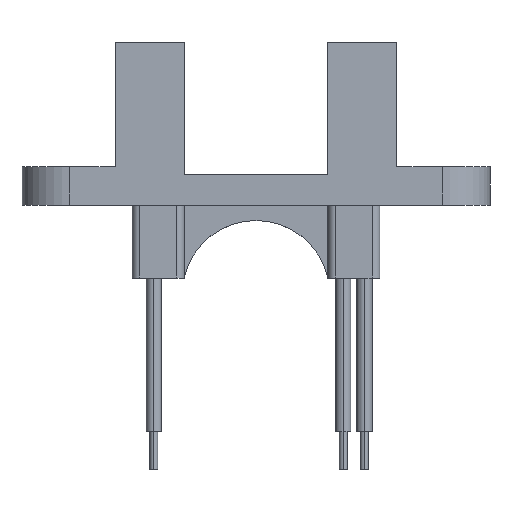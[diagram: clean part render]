
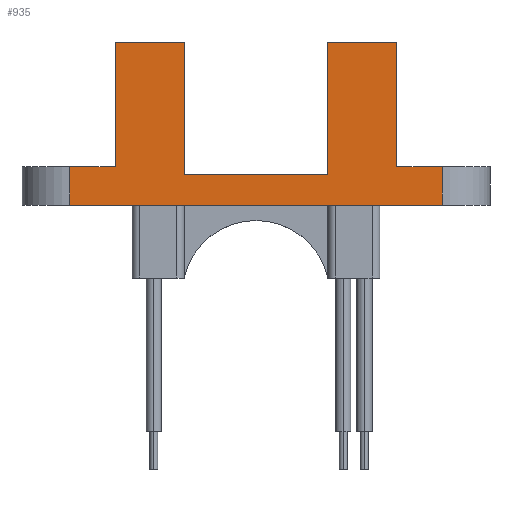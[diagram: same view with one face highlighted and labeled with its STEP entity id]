
A CAD part, top view. The second image highlights one B-rep face of the part: STEP entity #935.
In plain terms, the highlighted planar face has unit normal (0, 0, 1).
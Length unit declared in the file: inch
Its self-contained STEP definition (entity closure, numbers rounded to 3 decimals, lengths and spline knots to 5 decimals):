
#44 = DIRECTION ( 'NONE',  ( 0., -1., 0. ) ) ;
#86 = EDGE_CURVE ( 'NONE', #4272, #4855, #1265, .T. ) ;
#115 = VECTOR ( 'NONE', #2507, 39.37008 ) ;
#191 = CARTESIAN_POINT ( 'NONE',  ( 0.1875, -0.45069, 0.125 ) ) ;
#219 = ORIENTED_EDGE ( 'NONE', *, *, #86, .T. ) ;
#249 = DIRECTION ( 'NONE',  ( -1., 0., 0. ) ) ;
#432 = CARTESIAN_POINT ( 'NONE',  ( -0.3675, 0.425, 0.125 ) ) ;
#501 = CARTESIAN_POINT ( 'NONE',  ( -0.3675, 0.425, 0.125 ) ) ;
#512 = CARTESIAN_POINT ( 'NONE',  ( 0.1875, 0.425, 0.125 ) ) ;
#525 = ORIENTED_EDGE ( 'NONE', *, *, #3454, .T. ) ;
#556 = ORIENTED_EDGE ( 'NONE', *, *, #5081, .T. ) ;
#559 = EDGE_CURVE ( 'NONE', #5766, #4228, #3492, .T. ) ;
#588 = VECTOR ( 'NONE', #916, 39.37008 ) ;
#667 = CARTESIAN_POINT ( 'NONE',  ( -0.3675, 0.425, 0.125 ) ) ;
#808 = LINE ( 'NONE', #191, #4367 ) ;
#851 = CARTESIAN_POINT ( 'NONE',  ( -0.3675, 0.1, 0.125 ) ) ;
#862 = CARTESIAN_POINT ( 'NONE',  ( -0.1875, 0.08, 0.125 ) ) ;
#916 = DIRECTION ( 'NONE',  ( 0., -1., 0. ) ) ;
#935 = ADVANCED_FACE ( 'NONE', ( #5826 ), #1108, .F. ) ;
#986 = DIRECTION ( 'NONE',  ( 1., 0., 0. ) ) ;
#989 = ORIENTED_EDGE ( 'NONE', *, *, #5742, .F. ) ;
#1074 = VECTOR ( 'NONE', #3795, 39.37008 ) ;
#1081 = ORIENTED_EDGE ( 'NONE', *, *, #559, .F. ) ;
#1108 = PLANE ( 'NONE',  #2555 ) ;
#1222 = EDGE_LOOP ( 'NONE', ( #5056, #5360, #4081, #556, #2505, #219, #525, #4812, #4005, #989, #1081, #2558 ) ) ;
#1228 = CARTESIAN_POINT ( 'NONE',  ( 0.3675, 0.425, 0.125 ) ) ;
#1265 = LINE ( 'NONE', #667, #4340 ) ;
#1514 = CARTESIAN_POINT ( 'NONE',  ( 0.485, 0.1, 0.125 ) ) ;
#1583 = CARTESIAN_POINT ( 'NONE',  ( -0.3675, 0.425, 0.125 ) ) ;
#1701 = CARTESIAN_POINT ( 'NONE',  ( 0.1875, 0.08, 0.125 ) ) ;
#1770 = EDGE_CURVE ( 'NONE', #2608, #5371, #4996, .T. ) ;
#2068 = DIRECTION ( 'NONE',  ( -1., 0., 0. ) ) ;
#2104 = LINE ( 'NONE', #1514, #588 ) ;
#2170 = LINE ( 'NONE', #1583, #2509 ) ;
#2184 = CARTESIAN_POINT ( 'NONE',  ( -0.3675, 0.425, 0.125 ) ) ;
#2220 = VECTOR ( 'NONE', #2068, 39.37008 ) ;
#2285 = EDGE_CURVE ( 'NONE', #3176, #3618, #4644, .T. ) ;
#2303 = DIRECTION ( 'NONE',  ( 1., 0., 0. ) ) ;
#2438 = CARTESIAN_POINT ( 'NONE',  ( 0.485, 0., 0.125 ) ) ;
#2505 = ORIENTED_EDGE ( 'NONE', *, *, #5051, .F. ) ;
#2507 = DIRECTION ( 'NONE',  ( 0., -1., 0. ) ) ;
#2509 = VECTOR ( 'NONE', #986, 39.37008 ) ;
#2555 = AXIS2_PLACEMENT_3D ( 'NONE', #501, #5759, #5154 ) ;
#2558 = ORIENTED_EDGE ( 'NONE', *, *, #3418, .F. ) ;
#2579 = LINE ( 'NONE', #4211, #3455 ) ;
#2608 = VERTEX_POINT ( 'NONE', #5684 ) ;
#2636 = DIRECTION ( 'NONE',  ( 0., 1., 0. ) ) ;
#2654 = LINE ( 'NONE', #862, #3538 ) ;
#2666 = CARTESIAN_POINT ( 'NONE',  ( -0.485, 0.1, 0.125 ) ) ;
#2689 = VERTEX_POINT ( 'NONE', #1701 ) ;
#2749 = CARTESIAN_POINT ( 'NONE',  ( -0.1875, 0.425, 0.125 ) ) ;
#2917 = CARTESIAN_POINT ( 'NONE',  ( 0.485, 0.1, 0.125 ) ) ;
#2954 = VECTOR ( 'NONE', #2636, 39.37008 ) ;
#2977 = VERTEX_POINT ( 'NONE', #5465 ) ;
#3084 = CARTESIAN_POINT ( 'NONE',  ( 0.3675, 0.425, 0.125 ) ) ;
#3176 = VERTEX_POINT ( 'NONE', #512 ) ;
#3225 = CARTESIAN_POINT ( 'NONE',  ( -0.1875, -0.45069, 0.125 ) ) ;
#3255 = LINE ( 'NONE', #2666, #2220 ) ;
#3281 = EDGE_CURVE ( 'NONE', #2689, #2977, #2654, .T. ) ;
#3418 = EDGE_CURVE ( 'NONE', #3618, #5766, #3675, .T. ) ;
#3454 = EDGE_CURVE ( 'NONE', #4855, #2608, #3255, .T. ) ;
#3455 = VECTOR ( 'NONE', #3611, 39.37008 ) ;
#3492 = LINE ( 'NONE', #2917, #3593 ) ;
#3538 = VECTOR ( 'NONE', #249, 39.37008 ) ;
#3593 = VECTOR ( 'NONE', #2303, 39.37008 ) ;
#3611 = DIRECTION ( 'NONE',  ( 1., 0., 0. ) ) ;
#3618 = VERTEX_POINT ( 'NONE', #1228 ) ;
#3675 = LINE ( 'NONE', #3084, #115 ) ;
#3727 = VECTOR ( 'NONE', #5695, 39.37008 ) ;
#3751 = CARTESIAN_POINT ( 'NONE',  ( 0.3675, 0.1, 0.125 ) ) ;
#3795 = DIRECTION ( 'NONE',  ( 0., -1., 0. ) ) ;
#4005 = ORIENTED_EDGE ( 'NONE', *, *, #4725, .T. ) ;
#4081 = ORIENTED_EDGE ( 'NONE', *, *, #3281, .T. ) ;
#4211 = CARTESIAN_POINT ( 'NONE',  ( -0.3675, 0., 0.125 ) ) ;
#4228 = VERTEX_POINT ( 'NONE', #5336 ) ;
#4272 = VERTEX_POINT ( 'NONE', #2184 ) ;
#4340 = VECTOR ( 'NONE', #44, 39.37008 ) ;
#4367 = VECTOR ( 'NONE', #5445, 39.37008 ) ;
#4405 = CARTESIAN_POINT ( 'NONE',  ( -0.485, 0.1, 0.125 ) ) ;
#4430 = LINE ( 'NONE', #3225, #2954 ) ;
#4644 = LINE ( 'NONE', #432, #3727 ) ;
#4720 = CARTESIAN_POINT ( 'NONE',  ( -0.485, 0., 0.125 ) ) ;
#4725 = EDGE_CURVE ( 'NONE', #5371, #4734, #2579, .T. ) ;
#4734 = VERTEX_POINT ( 'NONE', #2438 ) ;
#4812 = ORIENTED_EDGE ( 'NONE', *, *, #1770, .T. ) ;
#4855 = VERTEX_POINT ( 'NONE', #851 ) ;
#4996 = LINE ( 'NONE', #4405, #1074 ) ;
#5051 = EDGE_CURVE ( 'NONE', #4272, #5857, #2170, .T. ) ;
#5056 = ORIENTED_EDGE ( 'NONE', *, *, #2285, .F. ) ;
#5081 = EDGE_CURVE ( 'Edge1', #2977, #5857, #4430, .T. ) ;
#5154 = DIRECTION ( 'NONE',  ( -1., 0., 0. ) ) ;
#5336 = CARTESIAN_POINT ( 'NONE',  ( 0.485, 0.1, 0.125 ) ) ;
#5352 = EDGE_CURVE ( 'NONE', #2689, #3176, #808, .T. ) ;
#5360 = ORIENTED_EDGE ( 'NONE', *, *, #5352, .F. ) ;
#5371 = VERTEX_POINT ( 'NONE', #4720 ) ;
#5445 = DIRECTION ( 'NONE',  ( 0., 1., 0. ) ) ;
#5465 = CARTESIAN_POINT ( 'NONE',  ( -0.1875, 0.08, 0.125 ) ) ;
#5684 = CARTESIAN_POINT ( 'NONE',  ( -0.485, 0.1, 0.125 ) ) ;
#5695 = DIRECTION ( 'NONE',  ( 1., 0., 0. ) ) ;
#5742 = EDGE_CURVE ( 'NONE', #4228, #4734, #2104, .T. ) ;
#5759 = DIRECTION ( 'NONE',  ( 0., 0., -1. ) ) ;
#5766 = VERTEX_POINT ( 'NONE', #3751 ) ;
#5826 = FACE_OUTER_BOUND ( 'NONE', #1222, .T. ) ;
#5857 = VERTEX_POINT ( 'NONE', #2749 ) ;
